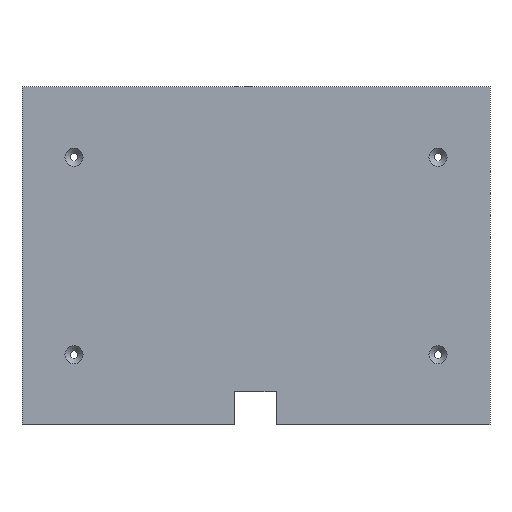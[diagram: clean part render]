
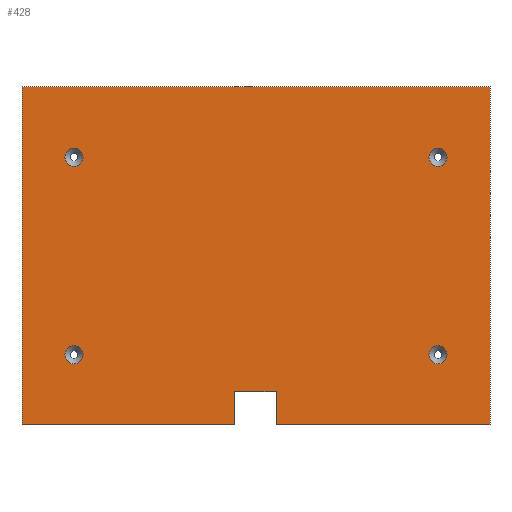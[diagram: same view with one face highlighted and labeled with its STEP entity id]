
A CAD part, front view. The second image highlights one B-rep face of the part: STEP entity #428.
In plain terms, the highlighted planar face has unit normal (0, -1, 0).
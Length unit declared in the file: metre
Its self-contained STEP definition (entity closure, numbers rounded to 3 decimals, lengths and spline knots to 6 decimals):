
#12=LINE('',#671,#36);
#16=LINE('',#680,#40);
#20=LINE('',#689,#44);
#24=LINE('',#698,#48);
#26=LINE('',#701,#50);
#28=LINE('',#704,#52);
#31=LINE('',#710,#55);
#35=LINE('',#728,#59);
#36=VECTOR('',#545,1.);
#40=VECTOR('',#551,1.);
#44=VECTOR('',#557,1.);
#48=VECTOR('',#563,1.);
#50=VECTOR('',#567,1.);
#52=VECTOR('',#571,1.);
#55=VECTOR('',#576,1.);
#59=VECTOR('',#594,1.);
#68=PLANE('',#484);
#141=ORIENTED_EDGE('',*,*,#186,.F.);
#142=ORIENTED_EDGE('',*,*,#183,.T.);
#143=ORIENTED_EDGE('',*,*,#189,.F.);
#144=ORIENTED_EDGE('',*,*,#218,.T.);
#145=ORIENTED_EDGE('',*,*,#219,.T.);
#146=ORIENTED_EDGE('',*,*,#210,.F.);
#147=ORIENTED_EDGE('',*,*,#191,.T.);
#148=ORIENTED_EDGE('',*,*,#203,.F.);
#149=ORIENTED_EDGE('',*,*,#205,.F.);
#150=ORIENTED_EDGE('',*,*,#199,.T.);
#151=ORIENTED_EDGE('',*,*,#195,.T.);
#152=ORIENTED_EDGE('',*,*,#207,.T.);
#183=EDGE_CURVE('',#231,#231,#271,.T.);
#186=EDGE_CURVE('',#234,#234,#274,.T.);
#189=EDGE_CURVE('',#237,#237,#277,.T.);
#191=EDGE_CURVE('',#239,#240,#12,.T.);
#195=EDGE_CURVE('',#243,#244,#16,.T.);
#199=EDGE_CURVE('',#247,#243,#20,.T.);
#203=EDGE_CURVE('',#250,#240,#24,.T.);
#205=EDGE_CURVE('',#247,#250,#26,.T.);
#207=EDGE_CURVE('',#244,#251,#28,.T.);
#210=EDGE_CURVE('',#239,#253,#31,.T.);
#218=EDGE_CURVE('',#259,#259,#283,.T.);
#219=EDGE_CURVE('',#251,#253,#35,.F.);
#231=VERTEX_POINT('',#650);
#234=VERTEX_POINT('',#658);
#237=VERTEX_POINT('',#666);
#239=VERTEX_POINT('',#672);
#240=VERTEX_POINT('',#673);
#243=VERTEX_POINT('',#681);
#244=VERTEX_POINT('',#682);
#247=VERTEX_POINT('',#690);
#250=VERTEX_POINT('',#697);
#251=VERTEX_POINT('',#705);
#253=VERTEX_POINT('',#711);
#259=VERTEX_POINT('',#727);
#271=CIRCLE('',#459,0.0035);
#274=CIRCLE('',#464,0.0035);
#277=CIRCLE('',#469,0.0035);
#283=CIRCLE('',#485,0.0035);
#321=EDGE_LOOP('',(#141));
#322=EDGE_LOOP('',(#142));
#323=EDGE_LOOP('',(#143));
#324=EDGE_LOOP('',(#144));
#325=EDGE_LOOP('',(#145,#146,#147,#148,#149,#150,#151,#152));
#379=FACE_BOUND('',#321,.T.);
#380=FACE_BOUND('',#322,.T.);
#381=FACE_BOUND('',#323,.T.);
#382=FACE_BOUND('',#324,.T.);
#383=FACE_BOUND('',#325,.T.);
#428=ADVANCED_FACE('',(#379,#380,#381,#382,#383),#68,.T.);
#459=AXIS2_PLACEMENT_3D('',#649,#517,#518);
#464=AXIS2_PLACEMENT_3D('',#657,#527,#528);
#469=AXIS2_PLACEMENT_3D('',#665,#537,#538);
#484=AXIS2_PLACEMENT_3D('',#725,#590,#591);
#485=AXIS2_PLACEMENT_3D('',#726,#592,#593);
#517=DIRECTION('',(0.,1.,0.));
#518=DIRECTION('',(0.,0.,-1.));
#527=DIRECTION('',(0.,-1.,0.));
#528=DIRECTION('',(0.,0.,-1.));
#537=DIRECTION('',(0.,-1.,0.));
#538=DIRECTION('',(0.,0.,1.));
#545=DIRECTION('',(1.,0.,0.));
#551=DIRECTION('',(1.,0.,0.));
#557=DIRECTION('',(0.,0.,-1.));
#563=DIRECTION('',(0.,0.,-1.));
#567=DIRECTION('',(1.,0.,0.));
#571=DIRECTION('',(0.,0.,1.));
#576=DIRECTION('',(0.,0.,1.));
#590=DIRECTION('',(0.,-1.,0.));
#591=DIRECTION('',(1.,0.,0.));
#592=DIRECTION('',(0.,1.,0.));
#593=DIRECTION('',(0.,0.,1.));
#594=DIRECTION('',(-1.,0.,0.));
#649=CARTESIAN_POINT('',(0.07,0.004126,0.038));
#650=CARTESIAN_POINT('',(0.07,0.004126,0.0345));
#657=CARTESIAN_POINT('',(-0.07,0.004126,0.038));
#658=CARTESIAN_POINT('',(-0.07,0.004126,0.0345));
#665=CARTESIAN_POINT('',(0.07,0.004126,-0.038));
#666=CARTESIAN_POINT('',(0.07,0.004126,-0.0345));
#671=CARTESIAN_POINT('',(0.,0.004126,-0.065));
#672=CARTESIAN_POINT('',(0.00775,0.004126,-0.065));
#673=CARTESIAN_POINT('',(0.09,0.004126,-0.065));
#680=CARTESIAN_POINT('',(0.,0.004126,-0.065));
#681=CARTESIAN_POINT('',(-0.09,0.004126,-0.065));
#682=CARTESIAN_POINT('',(-0.00823,0.004126,-0.065));
#689=CARTESIAN_POINT('',(-0.09,0.004126,0.));
#690=CARTESIAN_POINT('',(-0.09,0.004126,0.065));
#697=CARTESIAN_POINT('',(0.09,0.004126,0.065));
#698=CARTESIAN_POINT('',(0.09,0.004126,0.));
#701=CARTESIAN_POINT('',(0.,0.004126,0.065));
#704=CARTESIAN_POINT('',(-0.00823,0.004126,-0.058644));
#705=CARTESIAN_POINT('',(-0.00823,0.004126,-0.052288));
#710=CARTESIAN_POINT('',(0.00775,0.004126,-0.058644));
#711=CARTESIAN_POINT('',(0.00775,0.004126,-0.052288));
#725=CARTESIAN_POINT('',(0.,0.004126,-0.002338));
#726=CARTESIAN_POINT('',(-0.07,0.004126,-0.038));
#727=CARTESIAN_POINT('',(-0.07,0.004126,-0.0345));
#728=CARTESIAN_POINT('',(0.,0.004126,-0.052288));
